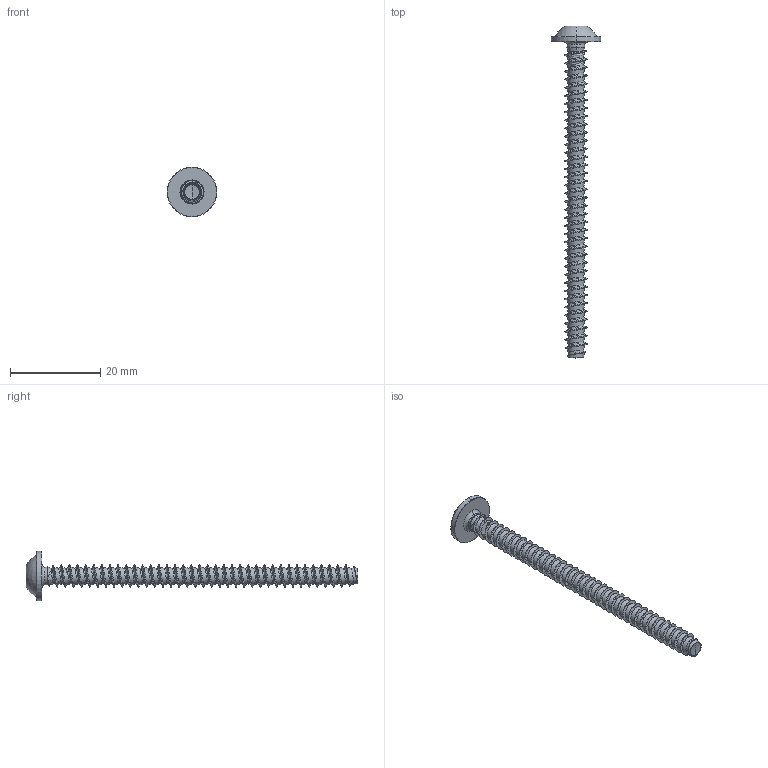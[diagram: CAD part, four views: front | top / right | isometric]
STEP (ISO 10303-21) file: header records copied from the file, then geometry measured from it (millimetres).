
FILE_DESCRIPTION (( 'STEP AP203' ), '1' );
FILE_NAME ('STP380500700.STEP', '2017-08-15T18:08:03', ( '' ), ( '' ), 'SwSTEP 2.0', 'SolidWorks 2015', '' );
FILE_SCHEMA (( 'CONFIG_CONTROL_DESIGN' ));
Products named in the file (1): STP380500700
Bounding box: 11 x 73.5 x 11 mm (x, y, z)
Volume: 1001.7 mm3; surface area: 1585.8 mm2
Topology: 1 solids, 1 shells, 162 faces, 430 edges, 271 vertices
Faces by surface type: cylinder 101, bspline 35, cone 11, torus 8, sphere 4, plane 3
Entity records: 62418 total; most frequent: CARTESIAN_POINT 58981, ORIENTED_EDGE 856, DIRECTION 508, EDGE_CURVE 428, VERTEX_POINT 271, AXIS2_PLACEMENT_3D 196, B_SPLINE_CURVE_WITH_KNOTS 168, EDGE_LOOP 165
